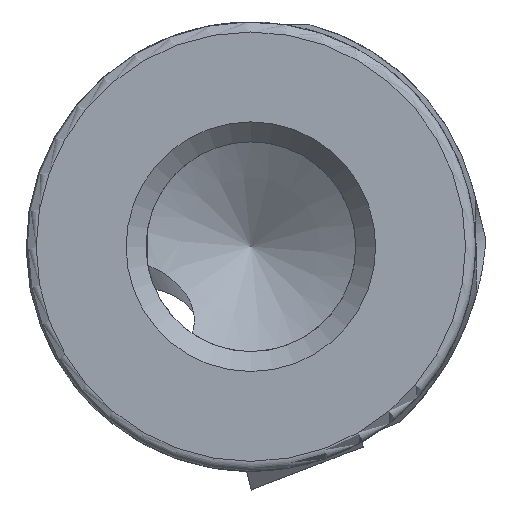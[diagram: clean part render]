
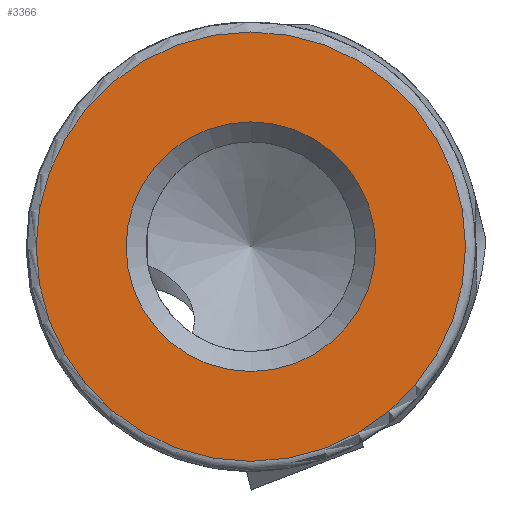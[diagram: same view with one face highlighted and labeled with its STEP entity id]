
A CAD part, left-side view. The second image highlights one B-rep face of the part: STEP entity #3366.
In plain terms, the highlighted planar face has unit normal (-1, 0, 0).
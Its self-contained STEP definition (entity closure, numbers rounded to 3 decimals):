
#10 = CIRCLE ( 'NONE', #1872, 2.5 ) ;
#141 = VERTEX_POINT ( 'NONE', #3441 ) ;
#404 = EDGE_CURVE ( 'NONE', #141, #141, #10, .T. ) ;
#511 = VERTEX_POINT ( 'NONE', #661 ) ;
#605 = DIRECTION ( 'NONE',  ( 1., 0., 0. ) ) ;
#661 = CARTESIAN_POINT ( 'NONE',  ( -18., 0., 0.95 ) ) ;
#825 = DIRECTION ( 'NONE',  ( 0., 0., 1. ) ) ;
#1169 = DIRECTION ( 'NONE',  ( 0., 0., -1. ) ) ;
#1185 = CIRCLE ( 'NONE', #1520, 4.3 ) ;
#1520 = AXIS2_PLACEMENT_3D ( 'NONE', #3097, #2573, #2830 ) ;
#1534 = FACE_BOUND ( 'NONE', #2534, .T. ) ;
#1696 = ORIENTED_EDGE ( 'NONE', *, *, #404, .F. ) ;
#1710 = CARTESIAN_POINT ( 'NONE',  ( -18., 0., 0.75 ) ) ;
#1872 = AXIS2_PLACEMENT_3D ( 'NONE', #2457, #2729, #825 ) ;
#2281 = FACE_OUTER_BOUND ( 'NONE', #2708, .T. ) ;
#2457 = CARTESIAN_POINT ( 'NONE',  ( -18., 0., 5.25 ) ) ;
#2499 = ORIENTED_EDGE ( 'NONE', *, *, #3416, .T. ) ;
#2534 = EDGE_LOOP ( 'NONE', ( #1696 ) ) ;
#2573 = DIRECTION ( 'NONE',  ( -1., 0., 0. ) ) ;
#2708 = EDGE_LOOP ( 'NONE', ( #2499 ) ) ;
#2729 = DIRECTION ( 'NONE',  ( -1., 0., 0. ) ) ;
#2830 = DIRECTION ( 'NONE',  ( 0., 0., -1. ) ) ;
#3097 = CARTESIAN_POINT ( 'NONE',  ( -18., 0., 5.25 ) ) ;
#3261 = PLANE ( 'NONE',  #3272 ) ;
#3272 = AXIS2_PLACEMENT_3D ( 'NONE', #1710, #605, #1169 ) ;
#3366 = ADVANCED_FACE ( 'NONE', ( #2281, #1534 ), #3261, .F. ) ;
#3416 = EDGE_CURVE ( 'NONE', #511, #511, #1185, .T. ) ;
#3441 = CARTESIAN_POINT ( 'NONE',  ( -18., 0., 7.75 ) ) ;
